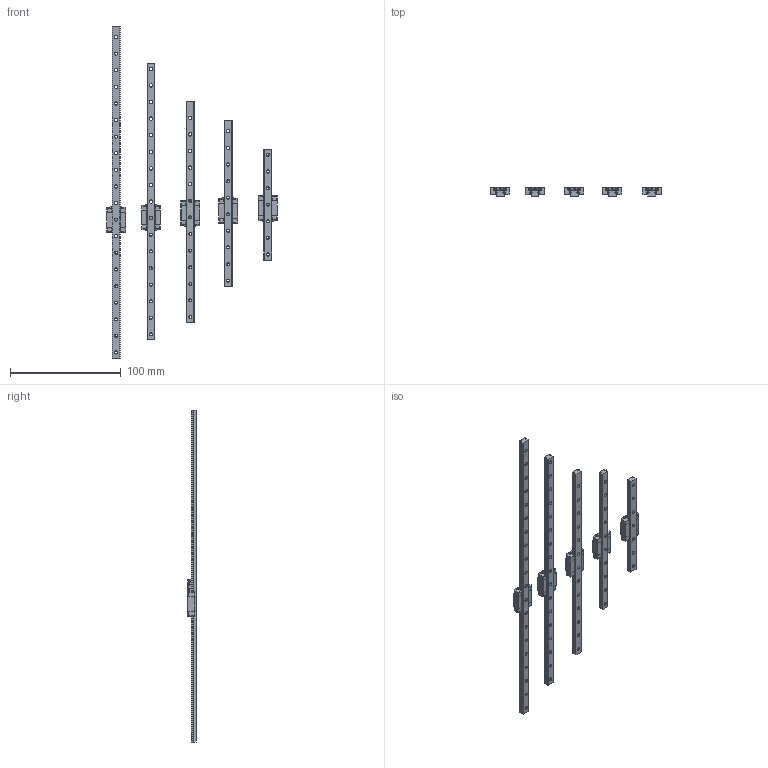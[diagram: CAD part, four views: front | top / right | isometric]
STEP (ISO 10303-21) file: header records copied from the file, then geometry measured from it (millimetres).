
FILE_DESCRIPTION(/* description */ (''),/* implementation_level */ '2;1');
FILE_NAME(/* name */ 'MGN7 with rail 100-300mm.stp',/* time_stamp */ '2022-12-16T15:01:31+01:00',/* author */ ('x300'),/* organization */ (''),/* preprocessor_version */ 'ST-DEVELOPER v19',/* originating_system */ 'Autodesk Inventor 2023',/* authorisation */ '');
FILE_SCHEMA (('AUTOMOTIVE_DESIGN { 1 0 10303 214 3 1 1 }'));
Length unit declared in the file: millimetre
Products named in the file (12): MGN7 with rail; MGN7 with rail_1; MGN7 rail_100 mm; MGN7 with rail 150mm; MGN7 rail_150 mm; MGN7 with rail 200mm; MGN7 rail_200 mm; MGN7 with rail 250mm; MGN7 rail_250 mm; MGN7 with rail 300mm; MGN7C_MGN7C; MGN7 rail_300 mm
Assembly tree (15 placements, depth 3):
  MGN7 with rail
    MGN7 with rail_1
      MGN7 rail_100 mm
      MGN7C_MGN7C
    MGN7 with rail 150mm
      MGN7C_MGN7C
      MGN7 rail_150 mm
    MGN7 with rail 200mm
      MGN7C_MGN7C
      MGN7 rail_200 mm
    MGN7 with rail 250mm
      MGN7C_MGN7C
      MGN7 rail_250 mm
    MGN7 with rail 300mm
      MGN7C_MGN7C
      MGN7 rail_300 mm
Bounding box: 154.12 x 8.1 x 300 mm (x, y, z)
Volume: 37431.7 mm3; surface area: 40448.9 mm2
Topology: 50 solids, 50 shells, 1633 faces, 4383 edges, 2897 vertices
Faces by surface type: plane 1167, cylinder 304, cone 142, sphere 20
Full cylindrical faces by diameter (mm): 0.8 x20, 1.6 x20, 2.4 x35, 2.659 x20, 3 x32, 4.2 x67
Entity records: 20738 total; most frequent: DIRECTION 3636, CARTESIAN_POINT 3424, ORIENTED_EDGE 3302, EDGE_CURVE 1651, AXIS2_PLACEMENT_3D 1301, VERTEX_POINT 1089, LINE 1034, VECTOR 1034
